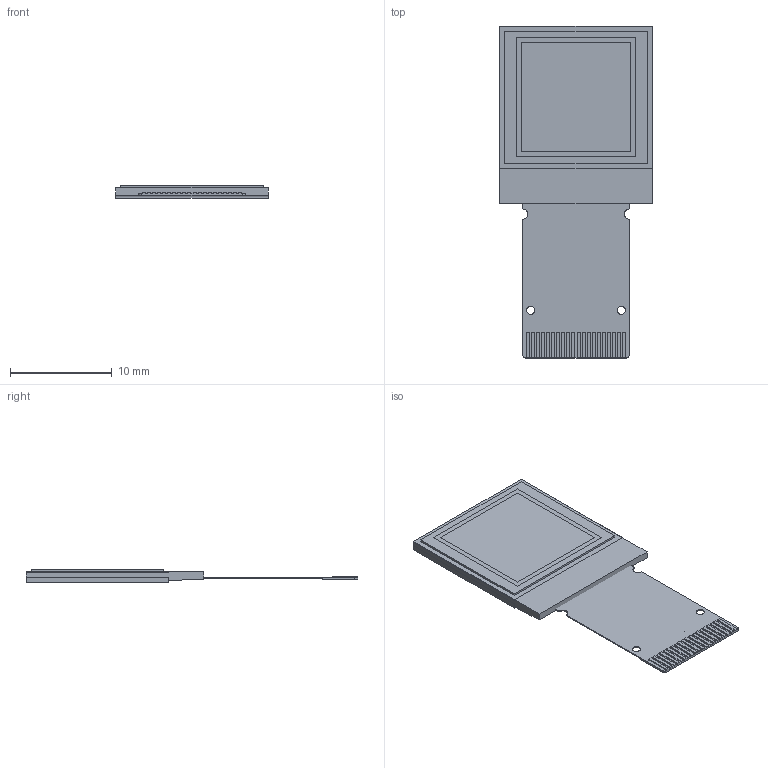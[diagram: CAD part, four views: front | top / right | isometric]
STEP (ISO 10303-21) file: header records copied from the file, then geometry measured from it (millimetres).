
FILE_DESCRIPTION (( 'STEP AP214' ), '1' );
FILE_NAME ('NHD-0.6-6464G.STEP', '2018-09-13T14:34:54', ( '' ), ( '' ), 'SwSTEP 2.0', 'SolidWorks 2018', '' );
FILE_SCHEMA (( 'AUTOMOTIVE_DESIGN' ));
Length unit declared in the file: millimetre
Products named in the file (1): NHD-0.6-6464G
Bounding box: 15 x 32.66 x 1.2 mm (x, y, z)
Volume: 381.9 mm3; surface area: 2356.5 mm2
Topology: 6 solids, 6 shells, 136 faces, 369 edges, 246 vertices
Faces by surface type: plane 127, cylinder 9
Entity records: 5387 total; most frequent: CARTESIAN_POINT 752, ORIENTED_EDGE 738, DIRECTION 661, EDGE_CURVE 369, VECTOR 351, LINE 351, VERTEX_POINT 246, AXIS2_PLACEMENT_3D 155
